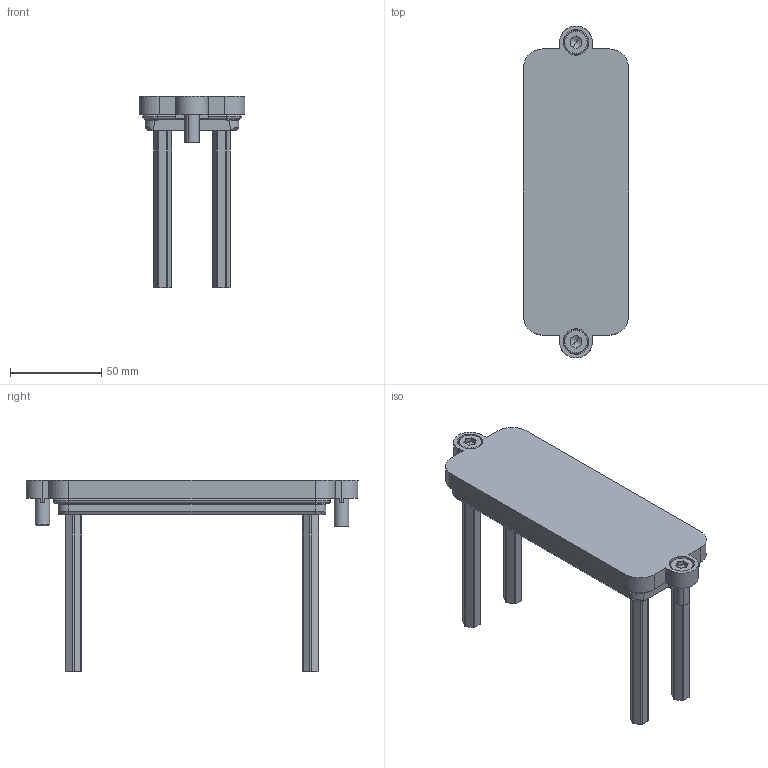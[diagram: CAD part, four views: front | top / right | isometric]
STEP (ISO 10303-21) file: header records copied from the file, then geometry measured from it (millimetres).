
FILE_DESCRIPTION(('CATIA V5 STEP','CAx-IF Rec.Pracs.--- Model Styling and Organization---1.2---2011-12-15'),'2;1');
FILE_NAME ('13456351_2', '2018-08-20T14:36:22+00:00', ('none'), ('Weidmueller'), 'CATIA Version 5-6 Release 2014 SP4 HF52', 'CATIA V5 STEP AP214', 'none');
FILE_SCHEMA(('AUTOMOTIVE_DESIGN { 1 0 10303 214 1 1 1 1 }'));
Length unit declared in the file: millimetre
Products named in the file (1): 1119950000
Bounding box: 58 x 182 x 105 mm (x, y, z)
Volume: 140064.7 mm3; surface area: 50956.6 mm2
Topology: 2 solids, 6 shells, 344 faces, 862 edges, 546 vertices
Faces by surface type: plane 174, cylinder 132, cone 24, torus 14
Entity records: 9649 total; most frequent: CARTESIAN_POINT 2196, ORIENTED_EDGE 1700, DIRECTION 1180, EDGE_CURVE 850, AXIS2_PLACEMENT_3D 548, VERTEX_POINT 546, VECTOR 430, LINE 430
